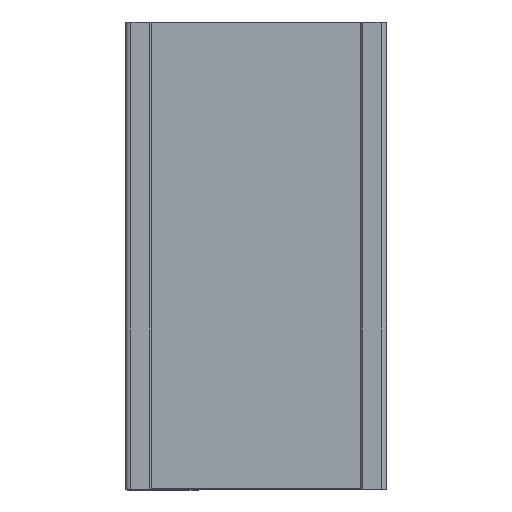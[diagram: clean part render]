
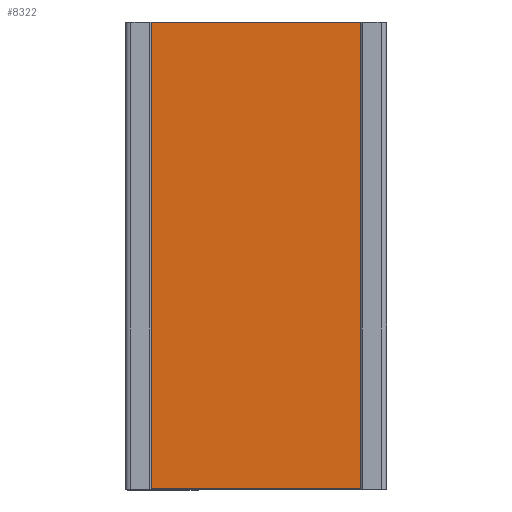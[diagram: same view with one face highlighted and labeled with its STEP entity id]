
A CAD part, top view. The second image highlights one B-rep face of the part: STEP entity #8322.
In plain terms, the highlighted planar face has unit normal (0, 0, 1).
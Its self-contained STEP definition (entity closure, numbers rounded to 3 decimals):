
#1559 = LINE ( 'NONE', #11346, #8811 ) ;
#2177 = DIRECTION ( 'NONE',  ( -1., 0., 0. ) ) ;
#2201 = ORIENTED_EDGE ( 'NONE', *, *, #4002, .T. ) ;
#2257 = VECTOR ( 'NONE', #4285, 1000. ) ;
#2264 = LINE ( 'NONE', #3503, #10547 ) ;
#2285 = ORIENTED_EDGE ( 'NONE', *, *, #16229, .F. ) ;
#2351 = CARTESIAN_POINT ( 'NONE',  ( 81., 125., 173. ) ) ;
#2968 = DIRECTION ( 'NONE',  ( 0., -1., 0. ) ) ;
#3475 = CARTESIAN_POINT ( 'NONE',  ( 81., -125., 173. ) ) ;
#3503 = CARTESIAN_POINT ( 'NONE',  ( -31., -125., 173. ) ) ;
#4002 = EDGE_CURVE ( 'NONE', #11934, #12724, #8394, .T. ) ;
#4285 = DIRECTION ( 'NONE',  ( 0., -1., 0. ) ) ;
#4918 = CARTESIAN_POINT ( 'NONE',  ( -31., -125., 173. ) ) ;
#5402 = VECTOR ( 'NONE', #11960, 1000. ) ;
#5549 = ORIENTED_EDGE ( 'NONE', *, *, #17257, .F. ) ;
#5945 = ORIENTED_EDGE ( 'NONE', *, *, #16388, .T. ) ;
#7431 = DIRECTION ( 'NONE',  ( 1., 0., 0. ) ) ;
#7850 = CARTESIAN_POINT ( 'NONE',  ( -31., 125., 173. ) ) ;
#8173 = VERTEX_POINT ( 'NONE', #2351 ) ;
#8322 = ADVANCED_FACE ( 'NONE', ( #11613 ), #17058, .F. ) ;
#8394 = LINE ( 'NONE', #13676, #2257 ) ;
#8811 = VECTOR ( 'NONE', #2968, 1000. ) ;
#10298 = CARTESIAN_POINT ( 'NONE',  ( -31., 125., 173. ) ) ;
#10547 = VECTOR ( 'NONE', #7431, 1000. ) ;
#11346 = CARTESIAN_POINT ( 'NONE',  ( 81., 125., 173. ) ) ;
#11613 = FACE_OUTER_BOUND ( 'NONE', #12623, .T. ) ;
#11934 = VERTEX_POINT ( 'NONE', #13177 ) ;
#11960 = DIRECTION ( 'NONE',  ( 1., 0., 0. ) ) ;
#12623 = EDGE_LOOP ( 'NONE', ( #5945, #2285, #5549, #2201 ) ) ;
#12724 = VERTEX_POINT ( 'NONE', #4918 ) ;
#13177 = CARTESIAN_POINT ( 'NONE',  ( -31., 125., 173. ) ) ;
#13676 = CARTESIAN_POINT ( 'NONE',  ( -31., 125., 173. ) ) ;
#13935 = VERTEX_POINT ( 'NONE', #3475 ) ;
#13938 = AXIS2_PLACEMENT_3D ( 'NONE', #10298, #14413, #2177 ) ;
#14413 = DIRECTION ( 'NONE',  ( 0., 0., -1. ) ) ;
#14748 = LINE ( 'NONE', #7850, #5402 ) ;
#16229 = EDGE_CURVE ( 'NONE', #8173, #13935, #1559, .T. ) ;
#16388 = EDGE_CURVE ( 'NONE', #12724, #13935, #2264, .T. ) ;
#17058 = PLANE ( 'NONE',  #13938 ) ;
#17257 = EDGE_CURVE ( 'NONE', #11934, #8173, #14748, .T. ) ;
